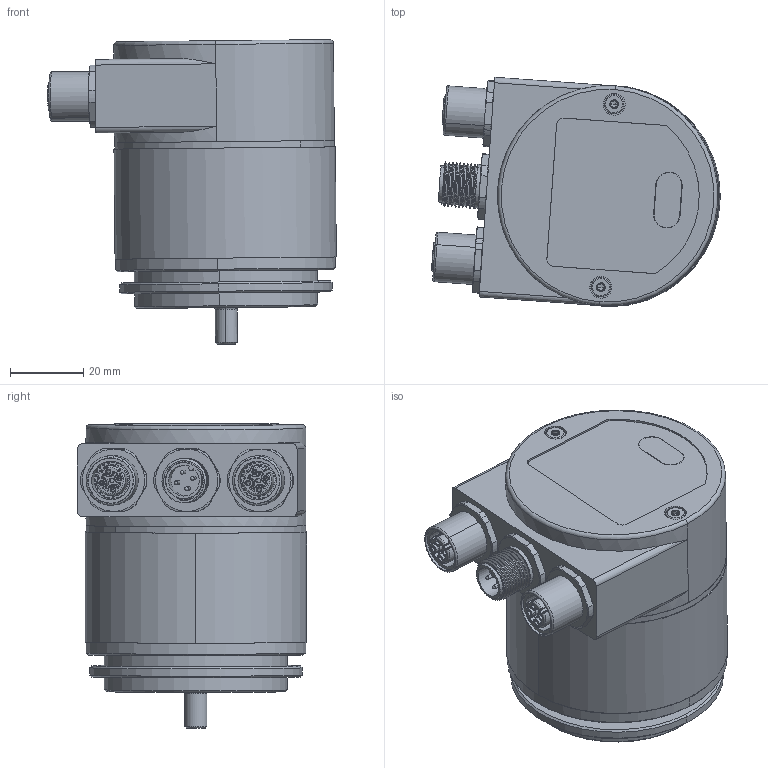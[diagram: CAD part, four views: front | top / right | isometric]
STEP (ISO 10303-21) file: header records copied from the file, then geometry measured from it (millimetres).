
FILE_DESCRIPTION (( 'STEP AP214' ), '1' );
FILE_NAME ('OCD-EEA1B-0013-S06V-PRM.STEP', '2020-07-30T10:55:21', ( '' ), ( '' ), 'SwSTEP 2.0', 'SolidWorks 2019', '' );
FILE_SCHEMA (( 'AUTOMOTIVE_DESIGN' ));
Length unit declared in the file: millimetre
Products named in the file (1): OCD-EEA1B-0013-S06V-PRM
Bounding box: 78.66 x 62.44 x 83.06 mm (x, y, z)
Volume: 71846.7 mm3; surface area: 62445.3 mm2
Topology: 26 solids, 26 shells, 1634 faces, 4265 edges, 2728 vertices
Faces by surface type: cylinder 733, plane 406, cone 238, bspline 195, torus 58, sphere 4
Entity records: 81846 total; most frequent: CARTESIAN_POINT 25176, ORIENTED_EDGE 8388, DIRECTION 7665, EDGE_CURVE 4194, AXIS2_PLACEMENT_3D 3064, VERTEX_POINT 2720, EDGE_LOOP 1806, UNCERTAINTY_MEASURE_WITH_UNIT 1652
